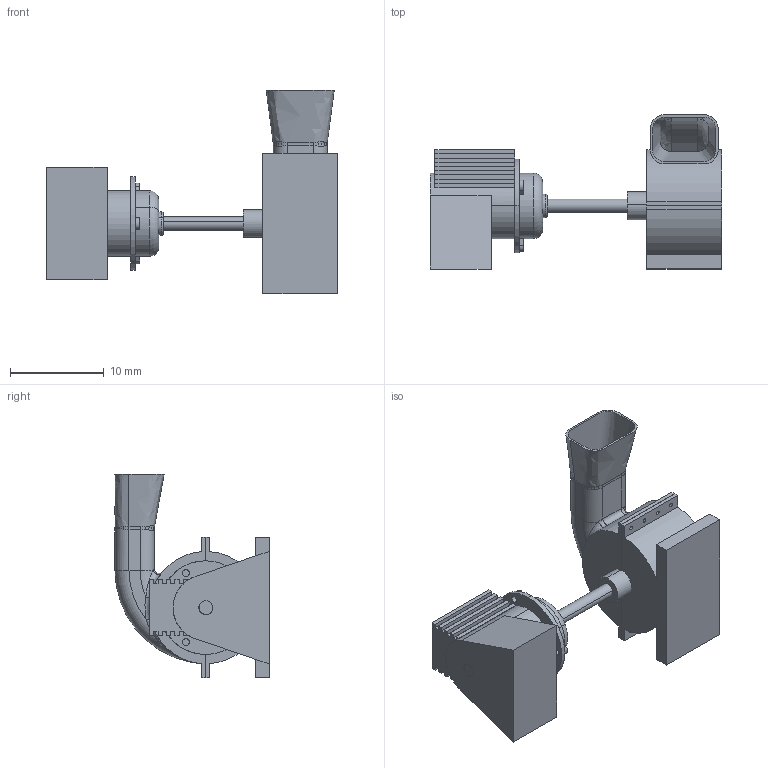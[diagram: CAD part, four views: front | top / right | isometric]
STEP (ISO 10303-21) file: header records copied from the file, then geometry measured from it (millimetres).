
FILE_DESCRIPTION (( 'STEP AP214' ), '1' );
FILE_NAME ('Motor blower assembly step file.STEP', '2025-04-09T22:38:51', ( '' ), ( '' ), 'SwSTEP 2.0', 'SolidWorks 2022', '' );
FILE_SCHEMA (( 'AUTOMOTIVE_DESIGN' ));
Length unit declared in the file: millimetre
Products named in the file (7): 5. Cover (1); Motor blower assembly step file; 3. Blower (1); 4. Motor (1); 2. Lower Housing (1); 6. Shaft (1); 1. Upper housing (1)
Assembly tree (6 placements, depth 2):
  Motor blower assembly step file
    1. Upper housing (1)
    3. Blower (1)
    2. Lower Housing (1)
    4. Motor (1)
    6. Shaft (1)
    5. Cover (1)
Bounding box: 31.1 x 16.45 x 21.75 mm (x, y, z)
Volume: 1096.2 mm3; surface area: 3534.2 mm2
Topology: 6 solids, 6 shells, 355 faces, 1015 edges, 651 vertices
Faces by surface type: plane 187, cylinder 117, bspline 37, torus 14
Entity records: 14439 total; most frequent: CARTESIAN_POINT 4781, ORIENTED_EDGE 2022, DIRECTION 1930, EDGE_CURVE 1011, AXIS2_PLACEMENT_3D 698, VERTEX_POINT 651, VECTOR 534, LINE 534
